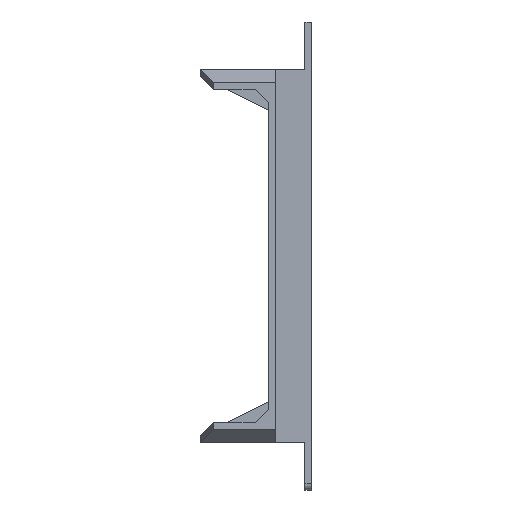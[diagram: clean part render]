
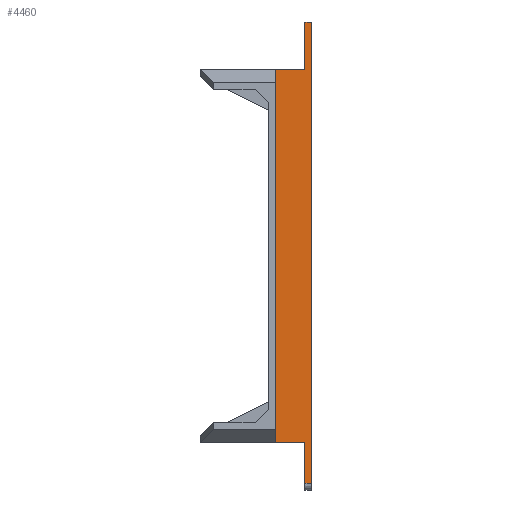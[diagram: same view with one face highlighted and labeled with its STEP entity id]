
A CAD part, left-side view. The second image highlights one B-rep face of the part: STEP entity #4460.
In plain terms, the highlighted planar face has unit normal (-1, 0, 0).
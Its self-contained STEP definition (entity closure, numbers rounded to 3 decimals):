
#424=PLANE('',#4684);
#639=FACE_OUTER_BOUND('',#927,.T.);
#927=EDGE_LOOP('',(#4142,#4143,#4144,#4145,#4146,#4147,#4148,#4149));
#1044=LINE('',#6129,#1487);
#1047=LINE('',#6164,#1490);
#1107=LINE('',#7519,#1550);
#1110=LINE('',#7524,#1553);
#1113=LINE('',#7563,#1556);
#1177=LINE('',#8890,#1620);
#1377=LINE('',#12168,#1820);
#1380=LINE('',#12173,#1823);
#1487=VECTOR('',#4924,10.);
#1490=VECTOR('',#4929,10.);
#1550=VECTOR('',#4991,10.);
#1553=VECTOR('',#4996,10.);
#1556=VECTOR('',#4999,10.);
#1620=VECTOR('',#5065,10.);
#1820=VECTOR('',#5517,10.);
#1823=VECTOR('',#5522,10.);
#2008=VERTEX_POINT('',#6117);
#2009=VERTEX_POINT('',#6128);
#2013=VERTEX_POINT('',#6161);
#2127=VERTEX_POINT('',#7516);
#2129=VERTEX_POINT('',#7522);
#2133=VERTEX_POINT('',#7562);
#2247=VERTEX_POINT('',#8888);
#2309=VERTEX_POINT('',#12167);
#2462=EDGE_CURVE('',#2008,#2009,#1044,.T.);
#2468=EDGE_CURVE('',#2008,#2013,#1047,.T.);
#2583=EDGE_CURVE('',#2013,#2127,#1107,.T.);
#2586=EDGE_CURVE('',#2129,#2127,#1110,.T.);
#2591=EDGE_CURVE('',#2009,#2133,#1113,.T.);
#2708=EDGE_CURVE('',#2129,#2247,#1177,.T.);
#2940=EDGE_CURVE('',#2133,#2309,#1377,.T.);
#2943=EDGE_CURVE('',#2309,#2247,#1380,.T.);
#4142=ORIENTED_EDGE('',*,*,#2462,.F.);
#4143=ORIENTED_EDGE('',*,*,#2468,.T.);
#4144=ORIENTED_EDGE('',*,*,#2583,.T.);
#4145=ORIENTED_EDGE('',*,*,#2586,.F.);
#4146=ORIENTED_EDGE('',*,*,#2708,.T.);
#4147=ORIENTED_EDGE('',*,*,#2943,.F.);
#4148=ORIENTED_EDGE('',*,*,#2940,.F.);
#4149=ORIENTED_EDGE('',*,*,#2591,.F.);
#4460=ADVANCED_FACE('',(#639),#424,.T.);
#4684=AXIS2_PLACEMENT_3D('',#12172,#5520,#5521);
#4924=DIRECTION('',(0.,1.,0.));
#4929=DIRECTION('',(0.,0.,1.));
#4991=DIRECTION('',(0.,1.,0.));
#4996=DIRECTION('',(0.,0.,1.));
#4999=DIRECTION('',(0.,0.,1.));
#5065=DIRECTION('',(0.,1.,0.));
#5517=DIRECTION('',(0.,1.,0.));
#5520=DIRECTION('center_axis',(-1.,0.,0.));
#5521=DIRECTION('ref_axis',(0.,0.,1.));
#5522=DIRECTION('',(0.,0.,1.));
#6117=CARTESIAN_POINT('',(11.,0.,-66.25));
#6128=CARTESIAN_POINT('',(11.,2.,-66.25));
#6129=CARTESIAN_POINT('',(11.,0.,-66.25));
#6161=CARTESIAN_POINT('',(11.,0.,68.25));
#6164=CARTESIAN_POINT('',(11.,0.,-68.25));
#7516=CARTESIAN_POINT('',(11.,2.,68.25));
#7519=CARTESIAN_POINT('',(11.,0.,68.25));
#7522=CARTESIAN_POINT('',(11.,2.,54.5));
#7524=CARTESIAN_POINT('',(11.,2.,-68.25));
#7562=CARTESIAN_POINT('',(11.,2.,-54.5));
#7563=CARTESIAN_POINT('',(11.,2.,-68.25));
#8888=CARTESIAN_POINT('',(11.,10.5,54.5));
#8890=CARTESIAN_POINT('',(11.,0.,54.5));
#12167=CARTESIAN_POINT('',(11.,10.5,-54.5));
#12168=CARTESIAN_POINT('',(11.,0.,-54.5));
#12172=CARTESIAN_POINT('Origin',(11.,0.,-54.5));
#12173=CARTESIAN_POINT('',(11.,10.5,-27.25));
